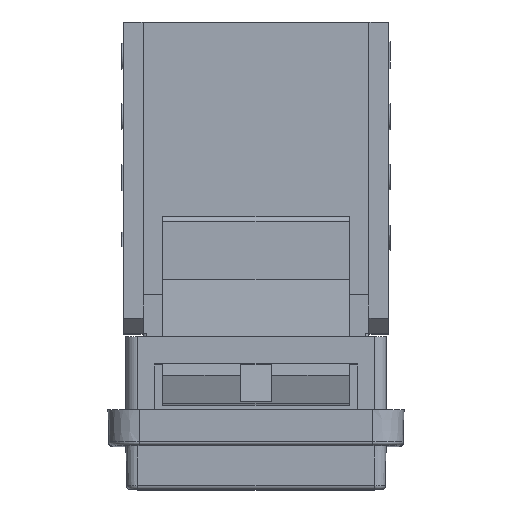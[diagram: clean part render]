
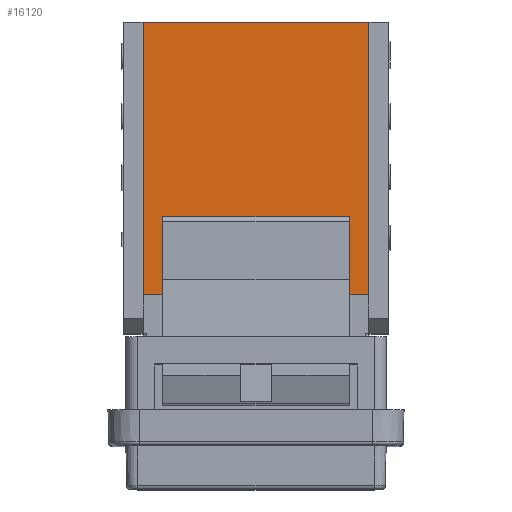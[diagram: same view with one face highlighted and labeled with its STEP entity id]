
A CAD part, top view. The second image highlights one B-rep face of the part: STEP entity #16120.
In plain terms, the highlighted planar face has unit normal (0, 0, 1).
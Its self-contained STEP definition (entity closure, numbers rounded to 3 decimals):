
#2218=FACE_OUTER_BOUND('',#3073,.T.);
#3073=EDGE_LOOP('',(#13744,#13745,#13746,#13747,#13748,#13749,#13750,#13751));
#3456=LINE('',#20377,#5197);
#4614=LINE('',#26092,#6355);
#4625=LINE('',#26120,#6366);
#4627=LINE('',#26125,#6368);
#4628=LINE('',#26126,#6369);
#4629=LINE('',#26128,#6370);
#4630=LINE('',#26130,#6371);
#4631=LINE('',#26131,#6372);
#5197=VECTOR('',#17231,10.);
#6355=VECTOR('',#19097,10.);
#6366=VECTOR('',#19126,10.);
#6368=VECTOR('',#19132,10.);
#6369=VECTOR('',#19133,10.);
#6370=VECTOR('',#19134,10.);
#6371=VECTOR('',#19135,10.);
#6372=VECTOR('',#19136,10.);
#6923=VERTEX_POINT('',#20374);
#6924=VERTEX_POINT('',#20376);
#7984=VERTEX_POINT('',#26089);
#7985=VERTEX_POINT('',#26091);
#7993=VERTEX_POINT('',#26118);
#7994=VERTEX_POINT('',#26124);
#7995=VERTEX_POINT('',#26127);
#7996=VERTEX_POINT('',#26129);
#8432=EDGE_CURVE('',#6924,#6923,#3456,.T.);
#10000=EDGE_CURVE('',#7985,#7984,#4614,.T.);
#10013=EDGE_CURVE('',#6923,#7993,#4625,.T.);
#10015=EDGE_CURVE('',#7993,#7994,#4627,.T.);
#10016=EDGE_CURVE('',#7994,#7985,#4628,.T.);
#10017=EDGE_CURVE('',#7984,#7995,#4629,.T.);
#10018=EDGE_CURVE('',#7995,#7996,#4630,.T.);
#10019=EDGE_CURVE('',#7996,#6924,#4631,.T.);
#13744=ORIENTED_EDGE('',*,*,#10015,.T.);
#13745=ORIENTED_EDGE('',*,*,#10016,.T.);
#13746=ORIENTED_EDGE('',*,*,#10000,.T.);
#13747=ORIENTED_EDGE('',*,*,#10017,.T.);
#13748=ORIENTED_EDGE('',*,*,#10018,.T.);
#13749=ORIENTED_EDGE('',*,*,#10019,.T.);
#13750=ORIENTED_EDGE('',*,*,#8432,.T.);
#13751=ORIENTED_EDGE('',*,*,#10013,.T.);
#15366=PLANE('',#16755);
#16120=ADVANCED_FACE('',(#2218),#15366,.T.);
#16755=AXIS2_PLACEMENT_3D('',#26123,#19130,#19131);
#17231=DIRECTION('',(0.,1.,0.));
#19097=DIRECTION('',(0.,1.,0.));
#19126=DIRECTION('',(-1.,0.,0.));
#19130=DIRECTION('center_axis',(0.,0.,1.));
#19131=DIRECTION('ref_axis',(0.,-1.,0.));
#19132=DIRECTION('',(0.,-1.,0.));
#19133=DIRECTION('',(1.,0.,0.));
#19134=DIRECTION('',(1.,0.,0.));
#19135=DIRECTION('',(0.,-1.,0.));
#19136=DIRECTION('',(1.,0.,0.));
#20374=CARTESIAN_POINT('',(7.25,30.,8.4));
#20376=CARTESIAN_POINT('',(7.25,12.5,8.4));
#20377=CARTESIAN_POINT('',(7.25,15.,8.4));
#26089=CARTESIAN_POINT('',(-6.,17.5,8.4));
#26091=CARTESIAN_POINT('',(-6.,12.5,8.4));
#26092=CARTESIAN_POINT('',(-6.,15.728,8.4));
#26118=CARTESIAN_POINT('',(-7.25,30.,8.4));
#26120=CARTESIAN_POINT('',(8.5,30.,8.4));
#26123=CARTESIAN_POINT('Origin',(0.,20.,8.4));
#26124=CARTESIAN_POINT('',(-7.25,12.5,8.4));
#26125=CARTESIAN_POINT('',(-7.25,25.,8.4));
#26126=CARTESIAN_POINT('',(0.,12.5,8.4));
#26127=CARTESIAN_POINT('',(6.,17.5,8.4));
#26128=CARTESIAN_POINT('',(0.,17.5,8.4));
#26129=CARTESIAN_POINT('',(6.,12.5,8.4));
#26130=CARTESIAN_POINT('',(6.,15.728,8.4));
#26131=CARTESIAN_POINT('',(0.,12.5,8.4));
